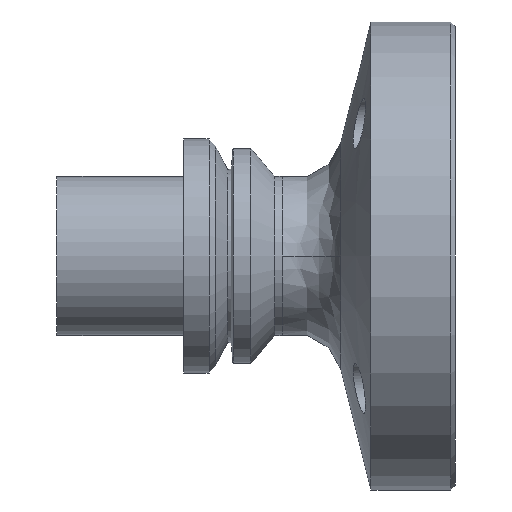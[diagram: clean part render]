
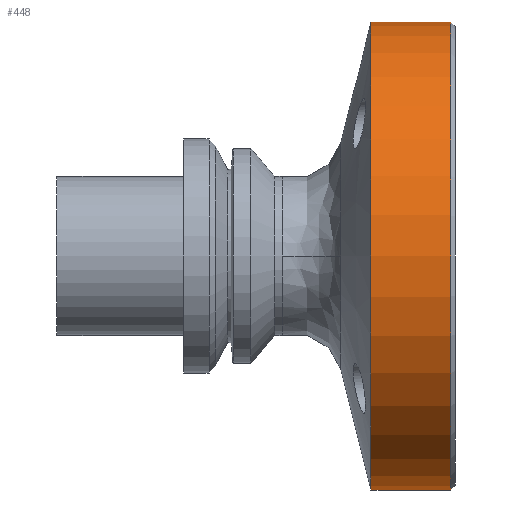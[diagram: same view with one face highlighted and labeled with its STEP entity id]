
A CAD part, front view. The second image highlights one B-rep face of the part: STEP entity #448.
In plain terms, the highlighted cylindrical face has radius 25 mm (diameter 50 mm), a partial arc.
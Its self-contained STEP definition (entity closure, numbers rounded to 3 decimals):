
#63 = VERTEX_POINT ( 'NONE', #721 ) ;
#111 = EDGE_CURVE ( 'NONE', #119, #160, #837, .T. ) ;
#114 = EDGE_CURVE ( 'NONE', #63, #159, #833, .T. ) ;
#119 = VERTEX_POINT ( 'NONE', #953 ) ;
#159 = VERTEX_POINT ( 'NONE', #1133 ) ;
#160 = VERTEX_POINT ( 'NONE', #1061 ) ;
#347 = ORIENTED_EDGE ( 'NONE', *, *, #114, .T. ) ;
#348 = ORIENTED_EDGE ( 'NONE', *, *, #350, .F. ) ;
#350 = EDGE_CURVE ( 'NONE', #160, #159, #1368, .T. ) ;
#448 = ADVANCED_FACE ( 'NONE', ( #1465 ), #1602, .T. ) ;
#450 = EDGE_LOOP ( 'NONE', ( #451, #452, #347, #348 ) ) ;
#451 = ORIENTED_EDGE ( 'NONE', *, *, #111, .F. ) ;
#452 = ORIENTED_EDGE ( 'NONE', *, *, #453, .F. ) ;
#453 = EDGE_CURVE ( 'NONE', #63, #119, #1596, .T. ) ;
#721 = CARTESIAN_POINT ( 'NONE',  ( 506., 0., 687. ) ) ;
#832 = CARTESIAN_POINT ( 'NONE',  ( 506., 0., 687. ) ) ;
#833 = LINE ( 'NONE', #832, #934 ) ;
#834 = DIRECTION ( 'NONE',  ( 1., 0., 0. ) ) ;
#835 = VECTOR ( 'NONE', #834, 1000. ) ;
#836 = CARTESIAN_POINT ( 'NONE',  ( 506., 0., 737. ) ) ;
#837 = LINE ( 'NONE', #836, #835 ) ;
#933 = DIRECTION ( 'NONE',  ( 1., 0., 0. ) ) ;
#934 = VECTOR ( 'NONE', #933, 1000. ) ;
#953 = CARTESIAN_POINT ( 'NONE',  ( 506., 0., 737. ) ) ;
#1061 = CARTESIAN_POINT ( 'NONE',  ( 514.5, 0., 737. ) ) ;
#1133 = CARTESIAN_POINT ( 'NONE',  ( 514.5, 0., 687. ) ) ;
#1364 = DIRECTION ( 'NONE',  ( 0., 1., 0. ) ) ;
#1365 = DIRECTION ( 'NONE',  ( 1., 0., 0. ) ) ;
#1366 = CARTESIAN_POINT ( 'NONE',  ( 514.5, 0., 712. ) ) ;
#1367 = AXIS2_PLACEMENT_3D ( 'NONE', #1366, #1365, #1364 ) ;
#1368 = CIRCLE ( 'NONE', #1367, 25. ) ;
#1465 = FACE_OUTER_BOUND ( 'NONE', #450, .T. ) ;
#1591 = DIRECTION ( 'NONE',  ( 0., 1., 0. ) ) ;
#1592 = DIRECTION ( 'NONE',  ( -1., 0., 0. ) ) ;
#1593 = CARTESIAN_POINT ( 'NONE',  ( 506., 0., 712. ) ) ;
#1594 = AXIS2_PLACEMENT_3D ( 'NONE', #1593, #1592, #1591 ) ;
#1596 = CIRCLE ( 'NONE', #1594, 25. ) ;
#1597 = DIRECTION ( 'NONE',  ( 0., 0., -1. ) ) ;
#1598 = DIRECTION ( 'NONE',  ( 1., 0., 0. ) ) ;
#1599 = CARTESIAN_POINT ( 'NONE',  ( 506., 0., 712. ) ) ;
#1600 = AXIS2_PLACEMENT_3D ( 'NONE', #1599, #1598, #1597 ) ;
#1602 = CYLINDRICAL_SURFACE ( 'NONE', #1600, 25. ) ;
